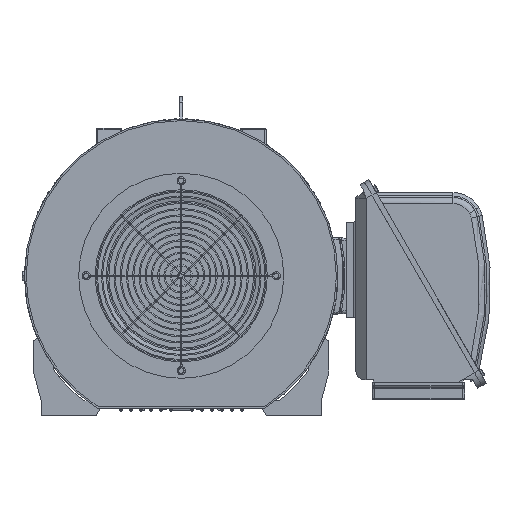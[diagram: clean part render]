
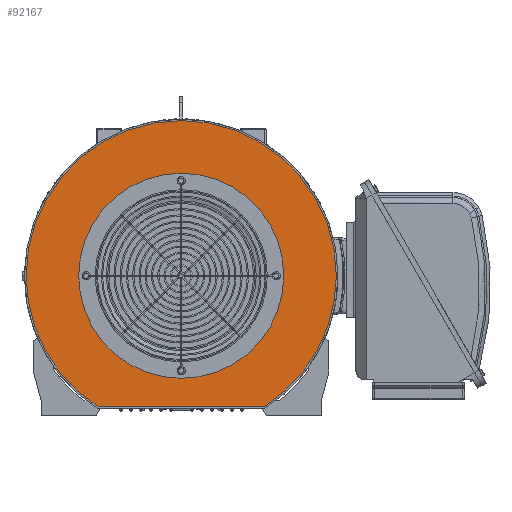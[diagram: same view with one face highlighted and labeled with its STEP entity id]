
A CAD part, left-side view. The second image highlights one B-rep face of the part: STEP entity #92167.
In plain terms, the highlighted planar face has unit normal (-1, 0, 0).
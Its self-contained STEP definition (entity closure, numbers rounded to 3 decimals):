
#953 = ORIENTED_EDGE ( 'NONE', *, *, #40909, .F. ) ;
#3455 = VERTEX_POINT ( 'NONE', #71004 ) ;
#9916 = DIRECTION ( 'NONE',  ( 0., 1., 0. ) ) ;
#12412 = DIRECTION ( 'NONE',  ( 0., -1., 0. ) ) ;
#18309 = DIRECTION ( 'NONE',  ( 0., 1., 0. ) ) ;
#19998 = DIRECTION ( 'NONE',  ( 1., 0., 0. ) ) ;
#20787 = ORIENTED_EDGE ( 'NONE', *, *, #88888, .T. ) ;
#21890 = VERTEX_POINT ( 'NONE', #81213 ) ;
#22122 = CARTESIAN_POINT ( 'NONE',  ( -823.693, -10.504, -288.435 ) ) ;
#24946 = FACE_OUTER_BOUND ( 'NONE', #132421, .T. ) ;
#29270 = CARTESIAN_POINT ( 'NONE',  ( -823.693, 155.51, -26.635 ) ) ;
#31664 = ORIENTED_EDGE ( 'NONE', *, *, #89066, .F. ) ;
#31744 = DIRECTION ( 'NONE',  ( 1., 0., 0. ) ) ;
#32617 = CARTESIAN_POINT ( 'NONE',  ( -823.693, 155.51, -26.635 ) ) ;
#36176 = DIRECTION ( 'NONE',  ( 0., 1., 0. ) ) ;
#37665 = CARTESIAN_POINT ( 'NONE',  ( -823.693, -49.49, -26.635 ) ) ;
#39997 = CARTESIAN_POINT ( 'NONE',  ( -823.693, 155.51, 286.565 ) ) ;
#40909 = EDGE_CURVE ( 'NONE', #103918, #84166, #62204, .T. ) ;
#55457 = CIRCLE ( 'NONE', #157400, 310. ) ;
#60229 = DIRECTION ( 'NONE',  ( 1., 0., 0. ) ) ;
#61075 = CARTESIAN_POINT ( 'NONE',  ( -823.693, 155.51, -26.635 ) ) ;
#62204 = LINE ( 'NONE', #141113, #143163 ) ;
#64407 = ORIENTED_EDGE ( 'NONE', *, *, #101381, .T. ) ;
#71004 = CARTESIAN_POINT ( 'NONE',  ( -823.693, 465.51, -26.635 ) ) ;
#73849 = VERTEX_POINT ( 'NONE', #81501 ) ;
#78652 = DIRECTION ( 'NONE',  ( -1., 0., 0. ) ) ;
#81213 = CARTESIAN_POINT ( 'NONE',  ( -823.693, 360.51, -26.635 ) ) ;
#81501 = CARTESIAN_POINT ( 'NONE',  ( -823.693, -154.49, -26.635 ) ) ;
#84166 = VERTEX_POINT ( 'NONE', #97394 ) ;
#85455 = DIRECTION ( 'NONE',  ( 0., -1., 0. ) ) ;
#88888 = EDGE_CURVE ( 'NONE', #115081, #21890, #165904, .T. ) ;
#89066 = EDGE_CURVE ( 'NONE', #73849, #103918, #109494, .T. ) ;
#90488 = CARTESIAN_POINT ( 'NONE',  ( -823.693, 155.51, -26.635 ) ) ;
#92167 = ADVANCED_FACE ( 'NONE', ( #24946, #142482 ), #114798, .T. ) ;
#92649 = EDGE_LOOP ( 'NONE', ( #64407, #20787 ) ) ;
#97394 = CARTESIAN_POINT ( 'NONE',  ( -823.693, 321.525, -288.435 ) ) ;
#101381 = EDGE_CURVE ( 'NONE', #21890, #115081, #143923, .T. ) ;
#103918 = VERTEX_POINT ( 'NONE', #22122 ) ;
#104231 = AXIS2_PLACEMENT_3D ( 'NONE', #32617, #19998, #9916 ) ;
#107241 = EDGE_CURVE ( 'NONE', #3455, #73849, #163096, .T. ) ;
#109494 = CIRCLE ( 'NONE', #133706, 310. ) ;
#113180 = ORIENTED_EDGE ( 'NONE', *, *, #123306, .F. ) ;
#114408 = AXIS2_PLACEMENT_3D ( 'NONE', #29270, #31744, #18309 ) ;
#114798 = PLANE ( 'NONE',  #150535 ) ;
#115081 = VERTEX_POINT ( 'NONE', #37665 ) ;
#122761 = AXIS2_PLACEMENT_3D ( 'NONE', #162716, #150099, #146785 ) ;
#123306 = EDGE_CURVE ( 'NONE', #84166, #3455, #55457, .T. ) ;
#129037 = DIRECTION ( 'NONE',  ( 0., 0., 1. ) ) ;
#132421 = EDGE_LOOP ( 'NONE', ( #113180, #953, #31664, #155250 ) ) ;
#133706 = AXIS2_PLACEMENT_3D ( 'NONE', #90488, #140067, #12412 ) ;
#140067 = DIRECTION ( 'NONE',  ( 1., 0., 0. ) ) ;
#141113 = CARTESIAN_POINT ( 'NONE',  ( -823.693, 155.51, -288.435 ) ) ;
#142482 = FACE_BOUND ( 'NONE', #92649, .T. ) ;
#143163 = VECTOR ( 'NONE', #36176, 1000. ) ;
#143923 = CIRCLE ( 'NONE', #114408, 205. ) ;
#146785 = DIRECTION ( 'NONE',  ( 0., -1., 0. ) ) ;
#150099 = DIRECTION ( 'NONE',  ( 1., 0., 0. ) ) ;
#150535 = AXIS2_PLACEMENT_3D ( 'NONE', #39997, #78652, #129037 ) ;
#155250 = ORIENTED_EDGE ( 'NONE', *, *, #107241, .F. ) ;
#157400 = AXIS2_PLACEMENT_3D ( 'NONE', #61075, #60229, #85455 ) ;
#162716 = CARTESIAN_POINT ( 'NONE',  ( -823.693, 155.51, -26.635 ) ) ;
#163096 = CIRCLE ( 'NONE', #122761, 310. ) ;
#165904 = CIRCLE ( 'NONE', #104231, 205. ) ;
